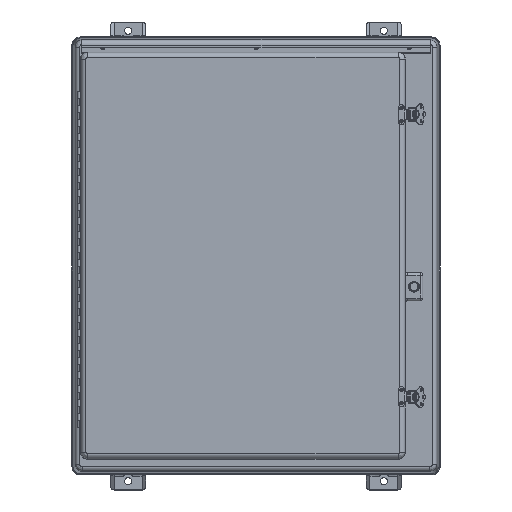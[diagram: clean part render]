
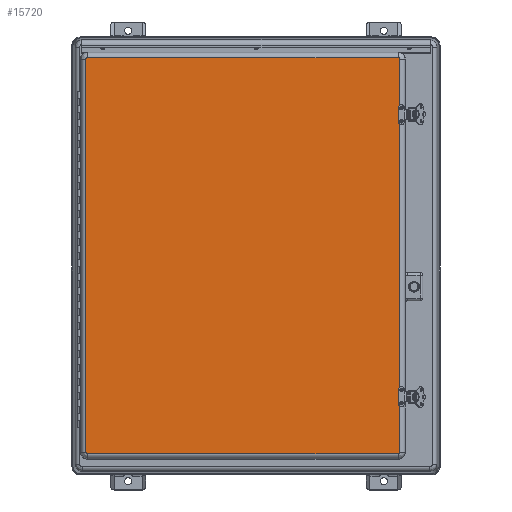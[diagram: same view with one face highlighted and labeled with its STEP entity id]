
A CAD part, top view. The second image highlights one B-rep face of the part: STEP entity #15720.
In plain terms, the highlighted planar face has unit normal (0, 0, 1).
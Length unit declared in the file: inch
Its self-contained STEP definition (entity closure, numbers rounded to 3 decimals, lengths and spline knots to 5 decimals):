
#612=PLANE($,#17056);
#1328=LINE($,#28835,#2531);
#1330=LINE($,#28840,#2533);
#1331=LINE($,#28873,#2534);
#1334=LINE($,#28880,#2537);
#2531=VECTOR($,#20140,22.1875);
#2533=VECTOR($,#20146,28.0625);
#2534=VECTOR($,#20163,28.0625);
#2537=VECTOR($,#20170,22.1875);
#4171=FACE_OUTER_BOUND($,#5233,.T.);
#5233=EDGE_LOOP($,(#12444,#12445,#12446,#12447,#12448,#12449,#12450,#12451));
#6311=CIRCLE($,#17033,0.10404);
#6317=CIRCLE($,#17041,0.10404);
#6321=CIRCLE($,#17045,0.10404);
#6325=CIRCLE($,#17051,0.10404);
#7429=VERTEX_POINT($,#28825);
#7430=VERTEX_POINT($,#28827);
#7432=VERTEX_POINT($,#28833);
#7433=VERTEX_POINT($,#28838);
#7435=VERTEX_POINT($,#28851);
#7436=VERTEX_POINT($,#28864);
#7439=VERTEX_POINT($,#28871);
#7440=VERTEX_POINT($,#28876);
#9244=EDGE_CURVE($,#7429,#7430,#6311,.T.);
#9248=EDGE_CURVE($,#7432,#7429,#1328,.T.);
#9251=EDGE_CURVE($,#7430,#7433,#1330,.T.);
#9253=EDGE_CURVE($,#7435,#7432,#6317,.T.);
#9257=EDGE_CURVE($,#7433,#7436,#6321,.T.);
#9259=EDGE_CURVE($,#7439,#7435,#1331,.T.);
#9263=EDGE_CURVE($,#7436,#7440,#1334,.T.);
#9265=EDGE_CURVE($,#7440,#7439,#6325,.T.);
#12444=ORIENTED_EDGE($,*,*,#9244,.F.);
#12445=ORIENTED_EDGE($,*,*,#9248,.F.);
#12446=ORIENTED_EDGE($,*,*,#9253,.F.);
#12447=ORIENTED_EDGE($,*,*,#9259,.F.);
#12448=ORIENTED_EDGE($,*,*,#9265,.F.);
#12449=ORIENTED_EDGE($,*,*,#9263,.F.);
#12450=ORIENTED_EDGE($,*,*,#9257,.F.);
#12451=ORIENTED_EDGE($,*,*,#9251,.F.);
#15720=ADVANCED_FACE($,(#4171),#612,.T.);
#17033=AXIS2_PLACEMENT_3D($,#28828,#20130,#20131);
#17041=AXIS2_PLACEMENT_3D($,#28853,#20149,#20150);
#17045=AXIS2_PLACEMENT_3D($,#28868,#20157,#20158);
#17051=AXIS2_PLACEMENT_3D($,#28891,#20173,#20174);
#17056=AXIS2_PLACEMENT_3D($,#28900,#20187,#20188);
#20130=DIRECTION('center_axis',(0.,0.,-1.));
#20131=DIRECTION('ref_axis',(0.707,0.707,0.));
#20140=DIRECTION($,(1.,0.,0.));
#20146=DIRECTION($,(0.,-1.,0.));
#20149=DIRECTION('center_axis',(0.,0.,-1.));
#20150=DIRECTION('ref_axis',(-0.707,0.707,0.));
#20157=DIRECTION('center_axis',(0.,0.,-1.));
#20158=DIRECTION('ref_axis',(0.707,-0.707,0.));
#20163=DIRECTION($,(0.,1.,0.));
#20170=DIRECTION($,(-1.,0.,0.));
#20173=DIRECTION('center_axis',(0.,0.,-1.));
#20174=DIRECTION('ref_axis',(-0.707,-0.707,0.));
#20187=DIRECTION('center_axis',(0.,0.,1.));
#20188=DIRECTION('ref_axis',(1.,0.,0.));
#28825=CARTESIAN_POINT('',(11.09375,14.13529,0.96875));
#28827=CARTESIAN_POINT('',(11.19779,14.03125,0.96875));
#28828=CARTESIAN_POINT('Origin',(11.09375,14.03125,0.96875));
#28833=CARTESIAN_POINT('',(-11.09375,14.13529,0.96875));
#28835=CARTESIAN_POINT($,(-11.09375,14.13529,0.96875));
#28838=CARTESIAN_POINT('',(11.19779,-14.03125,0.96875));
#28840=CARTESIAN_POINT($,(11.19779,14.03125,0.96875));
#28851=CARTESIAN_POINT('',(-11.19779,14.03125,0.96875));
#28853=CARTESIAN_POINT('Origin',(-11.09375,14.03125,0.96875));
#28864=CARTESIAN_POINT('',(11.09375,-14.13529,0.96875));
#28868=CARTESIAN_POINT('Origin',(11.09375,-14.03125,0.96875));
#28871=CARTESIAN_POINT('',(-11.19779,-14.03125,0.96875));
#28873=CARTESIAN_POINT($,(-11.19779,-14.03125,0.96875));
#28876=CARTESIAN_POINT('',(-11.09375,-14.13529,0.96875));
#28880=CARTESIAN_POINT($,(11.09375,-14.13529,0.96875));
#28891=CARTESIAN_POINT('Origin',(-11.09375,-14.03125,0.96875));
#28900=CARTESIAN_POINT('Origin',(0.,0.,0.96875));
